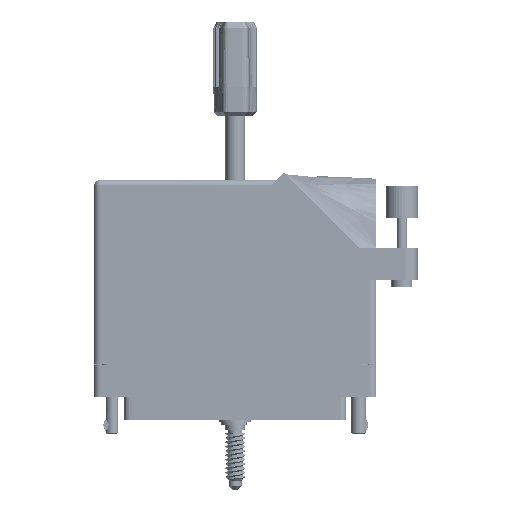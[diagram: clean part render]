
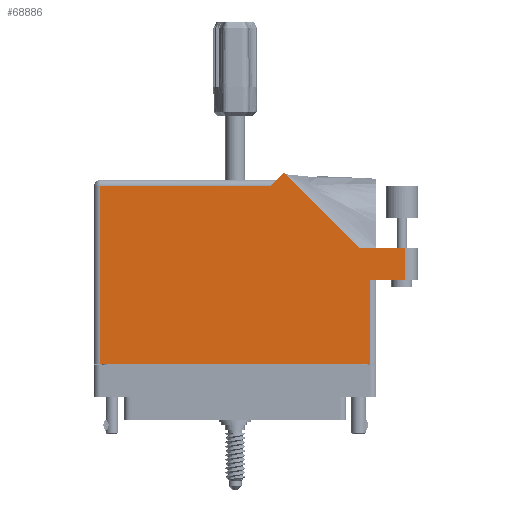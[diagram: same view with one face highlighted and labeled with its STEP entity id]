
A CAD part, front view. The second image highlights one B-rep face of the part: STEP entity #68886.
In plain terms, the highlighted face is planar.
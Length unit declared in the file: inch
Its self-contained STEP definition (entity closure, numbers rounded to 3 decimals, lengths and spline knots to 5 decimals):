
#417 = LINE ( 'NONE', #8263, #23731 ) ;
#1397 = VECTOR ( 'NONE', #92154, 39.37008 ) ;
#2353 = DIRECTION ( 'NONE',  ( 0., 1., 0. ) ) ;
#6662 = CARTESIAN_POINT ( 'NONE',  ( -1.297, 1.613, 0.617 ) ) ;
#7462 = VERTEX_POINT ( 'NONE', #32844 ) ;
#8014 = LINE ( 'NONE', #60513, #96682 ) ;
#8263 = CARTESIAN_POINT ( 'NONE',  ( -1.359, -0.1, 0.617 ) ) ;
#8802 = EDGE_CURVE ( 'NONE', #49129, #90378, #71127, .T. ) ;
#10506 = ORIENTED_EDGE ( 'NONE', *, *, #62248, .T. ) ;
#13632 = CARTESIAN_POINT ( 'NONE',  ( 1.297, -0.1, 0.617 ) ) ;
#15158 = VECTOR ( 'NONE', #24499, 39.37008 ) ;
#15206 = LINE ( 'NONE', #83392, #15158 ) ;
#15931 = FACE_OUTER_BOUND ( 'NONE', #30861, .T. ) ;
#18183 = DIRECTION ( 'NONE',  ( 0., -1., 0. ) ) ;
#18607 = CARTESIAN_POINT ( 'NONE',  ( -1.359, 1.613, 0.617 ) ) ;
#19787 = ORIENTED_EDGE ( 'NONE', *, *, #32891, .T. ) ;
#19994 = ORIENTED_EDGE ( 'NONE', *, *, #38780, .T. ) ;
#20149 = ORIENTED_EDGE ( 'NONE', *, *, #26156, .T. ) ;
#23731 = VECTOR ( 'NONE', #70666, 39.37008 ) ;
#24166 = DIRECTION ( 'NONE',  ( 1., 0., 0. ) ) ;
#24499 = DIRECTION ( 'NONE',  ( -1., 0., 0. ) ) ;
#24545 = LINE ( 'NONE', #91276, #74610 ) ;
#26156 = EDGE_CURVE ( 'NONE', #81178, #31233, #417, .T. ) ;
#26836 = CARTESIAN_POINT ( 'NONE',  ( -1.297, -0.1, 0.617 ) ) ;
#27259 = VERTEX_POINT ( 'NONE', #79947 ) ;
#28322 = ORIENTED_EDGE ( 'NONE', *, *, #46896, .T. ) ;
#28332 = VECTOR ( 'NONE', #91626, 39.37008 ) ;
#30861 = EDGE_LOOP ( 'NONE', ( #33667, #28322, #10506, #63018, #31528, #53845, #19994, #20149, #19787 ) ) ;
#31233 = VERTEX_POINT ( 'NONE', #13632 ) ;
#31528 = ORIENTED_EDGE ( 'NONE', *, *, #65626, .T. ) ;
#31926 = DIRECTION ( 'NONE',  ( -0.707, -0.707, 0. ) ) ;
#32328 = CARTESIAN_POINT ( 'NONE',  ( 1.634, 1.022, 0.617 ) ) ;
#32844 = CARTESIAN_POINT ( 'NONE',  ( 0.46971, 1.74571, 0.617 ) ) ;
#32891 = EDGE_CURVE ( 'NONE', #31233, #34517, #70543, .T. ) ;
#33667 = ORIENTED_EDGE ( 'NONE', *, *, #95405, .T. ) ;
#34517 = VERTEX_POINT ( 'NONE', #59766 ) ;
#38780 = EDGE_CURVE ( 'NONE', #90378, #81178, #41266, .T. ) ;
#41266 = LINE ( 'NONE', #94187, #46057 ) ;
#46057 = VECTOR ( 'NONE', #18183, 39.37008 ) ;
#46896 = EDGE_CURVE ( 'NONE', #84446, #50816, #92656, .T. ) ;
#47502 = LINE ( 'NONE', #83773, #28332 ) ;
#49129 = VERTEX_POINT ( 'NONE', #73196 ) ;
#50816 = VERTEX_POINT ( 'NONE', #88991 ) ;
#53845 = ORIENTED_EDGE ( 'NONE', *, *, #8802, .T. ) ;
#55991 = AXIS2_PLACEMENT_3D ( 'NONE', #85086, #61075, #77721 ) ;
#59766 = CARTESIAN_POINT ( 'NONE',  ( 1.297, 0.715, 0.617 ) ) ;
#60513 = CARTESIAN_POINT ( 'NONE',  ( 1.359, 0.715, 0.617 ) ) ;
#61075 = DIRECTION ( 'NONE',  ( 0., 0., -1. ) ) ;
#62248 = EDGE_CURVE ( 'NONE', #50816, #27259, #15206, .T. ) ;
#63018 = ORIENTED_EDGE ( 'NONE', *, *, #86223, .T. ) ;
#63532 = VECTOR ( 'NONE', #2353, 39.37008 ) ;
#65626 = EDGE_CURVE ( 'NONE', #7462, #49129, #24545, .T. ) ;
#68886 = ADVANCED_FACE ( 'NONE', ( #15931 ), #83618, .F. ) ;
#70543 = LINE ( 'NONE', #93566, #63532 ) ;
#70666 = DIRECTION ( 'NONE',  ( 1., 0., 0. ) ) ;
#71127 = LINE ( 'NONE', #18607, #75543 ) ;
#73196 = CARTESIAN_POINT ( 'NONE',  ( 0.337, 1.613, 0.617 ) ) ;
#74610 = VECTOR ( 'NONE', #31926, 39.37008 ) ;
#75543 = VECTOR ( 'NONE', #92719, 39.37008 ) ;
#77721 = DIRECTION ( 'NONE',  ( -1., 0., 0. ) ) ;
#79947 = CARTESIAN_POINT ( 'NONE',  ( 1.19342, 1.022, 0.617 ) ) ;
#81178 = VERTEX_POINT ( 'NONE', #26836 ) ;
#83392 = CARTESIAN_POINT ( 'NONE',  ( 1.759, 1.022, 0.617 ) ) ;
#83618 = PLANE ( 'NONE',  #55991 ) ;
#83773 = CARTESIAN_POINT ( 'NONE',  ( 1.19342, 1.022, 0.617 ) ) ;
#84261 = CARTESIAN_POINT ( 'NONE',  ( 1.634, 0.715, 0.617 ) ) ;
#84446 = VERTEX_POINT ( 'NONE', #84261 ) ;
#85086 = CARTESIAN_POINT ( 'NONE',  ( -1.359, 1.675, 0.617 ) ) ;
#86223 = EDGE_CURVE ( 'NONE', #27259, #7462, #47502, .T. ) ;
#88991 = CARTESIAN_POINT ( 'NONE',  ( 1.634, 1.022, 0.617 ) ) ;
#90378 = VERTEX_POINT ( 'NONE', #6662 ) ;
#91276 = CARTESIAN_POINT ( 'NONE',  ( 0.399, 1.675, 0.617 ) ) ;
#91626 = DIRECTION ( 'NONE',  ( -0.707, 0.707, 0. ) ) ;
#92154 = DIRECTION ( 'NONE',  ( 0., 1., 0. ) ) ;
#92656 = LINE ( 'NONE', #32328, #1397 ) ;
#92719 = DIRECTION ( 'NONE',  ( -1., 0., 0. ) ) ;
#93566 = CARTESIAN_POINT ( 'NONE',  ( 1.297, 0.715, 0.617 ) ) ;
#94187 = CARTESIAN_POINT ( 'NONE',  ( -1.297, -0.1, 0.617 ) ) ;
#95405 = EDGE_CURVE ( 'NONE', #34517, #84446, #8014, .T. ) ;
#96682 = VECTOR ( 'NONE', #24166, 39.37008 ) ;
